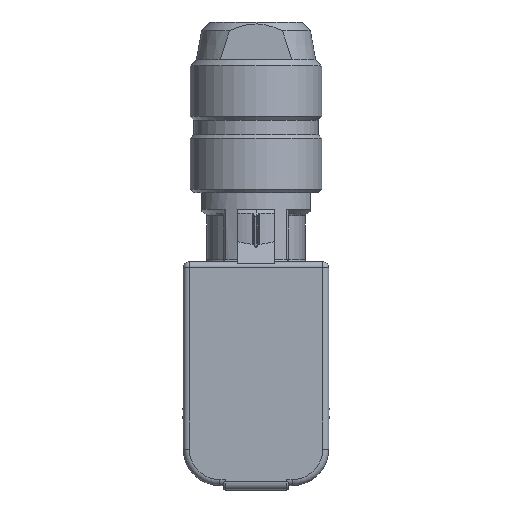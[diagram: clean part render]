
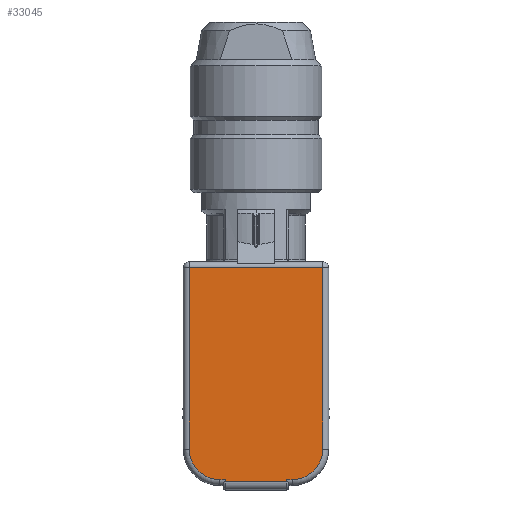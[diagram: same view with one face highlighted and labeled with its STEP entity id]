
A CAD part, top view. The second image highlights one B-rep face of the part: STEP entity #33045.
In plain terms, the highlighted planar face has unit normal (0, 0, 1).
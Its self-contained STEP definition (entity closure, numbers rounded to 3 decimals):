
#3540=AXIS2_PLACEMENT_3D('Circle Axis2P3D',#3538,#3539,$) ;
#3679=AXIS2_PLACEMENT_3D('Circle Axis2P3D',#3677,#3678,$) ;
#33021=AXIS2_PLACEMENT_3D('Plane Axis2P3D',#33018,#33019,#33020) ;
#3465=CARTESIAN_POINT('Vertex',(19.282,30.6,41.8)) ;
#3497=CARTESIAN_POINT('Vertex',(19.282,5.6,41.8)) ;
#3507=CARTESIAN_POINT('Line Origine',(19.282,21.,41.8)) ;
#3528=CARTESIAN_POINT('Vertex',(15.082,1.4,41.8)) ;
#3538=CARTESIAN_POINT('Axis2P3D Location',(15.082,5.6,41.8)) ;
#3555=CARTESIAN_POINT('Line Origine',(20.082,1.4,41.8)) ;
#3559=CARTESIAN_POINT('Vertex',(14.282,1.4,41.8)) ;
#3618=CARTESIAN_POINT('Vertex',(0.882,30.6,41.8)) ;
#3648=CARTESIAN_POINT('Vertex',(0.882,5.6,41.8)) ;
#3651=CARTESIAN_POINT('Line Origine',(0.882,21.,41.8)) ;
#3674=CARTESIAN_POINT('Vertex',(5.082,1.4,41.8)) ;
#3677=CARTESIAN_POINT('Axis2P3D Location',(5.082,5.6,41.8)) ;
#3727=CARTESIAN_POINT('Vertex',(5.882,1.4,41.8)) ;
#3730=CARTESIAN_POINT('Line Origine',(20.082,1.4,41.8)) ;
#3999=CARTESIAN_POINT('Line Origine',(7.532,30.6,41.8)) ;
#30171=CARTESIAN_POINT('Vertex',(14.282,1.1,41.8)) ;
#30174=CARTESIAN_POINT('Line Origine',(5.582,1.1,41.8)) ;
#30178=CARTESIAN_POINT('Vertex',(5.882,1.1,41.8)) ;
#33018=CARTESIAN_POINT('Axis2P3D Location',(14.582,1.7,41.8)) ;
#33023=CARTESIAN_POINT('Line Origine',(5.882,1.25,41.8)) ;
#33028=CARTESIAN_POINT('Line Origine',(14.282,1.25,41.8)) ;
#3508=DIRECTION('Vector Direction',(0.,-1.,0.)) ;
#3539=DIRECTION('Axis2P3D Direction',(-0.,0.,1.)) ;
#3556=DIRECTION('Vector Direction',(-1.,0.,0.)) ;
#3652=DIRECTION('Vector Direction',(0.,-1.,0.)) ;
#3678=DIRECTION('Axis2P3D Direction',(-0.,0.,1.)) ;
#3731=DIRECTION('Vector Direction',(-1.,0.,0.)) ;
#4000=DIRECTION('Vector Direction',(1.,0.,0.)) ;
#30175=DIRECTION('Vector Direction',(-1.,0.,0.)) ;
#33019=DIRECTION('Axis2P3D Direction',(0.,-0.,1.)) ;
#33020=DIRECTION('Axis2P3D XDirection',(0.,1.,0.)) ;
#33024=DIRECTION('Vector Direction',(0.,-1.,0.)) ;
#33029=DIRECTION('Vector Direction',(0.,1.,0.)) ;
#3509=VECTOR('Line Direction',#3508,1.) ;
#3557=VECTOR('Line Direction',#3556,1.) ;
#3653=VECTOR('Line Direction',#3652,1.) ;
#3732=VECTOR('Line Direction',#3731,1.) ;
#4001=VECTOR('Line Direction',#4000,1.) ;
#30176=VECTOR('Line Direction',#30175,1.) ;
#33025=VECTOR('Line Direction',#33024,1.) ;
#33030=VECTOR('Line Direction',#33029,1.) ;
#33034=ORIENTED_EDGE('',*,*,#3734,.T.) ;
#33035=ORIENTED_EDGE('',*,*,#33027,.T.) ;
#33036=ORIENTED_EDGE('',*,*,#30180,.T.) ;
#33037=ORIENTED_EDGE('',*,*,#33032,.T.) ;
#33038=ORIENTED_EDGE('',*,*,#3561,.T.) ;
#33039=ORIENTED_EDGE('',*,*,#3542,.T.) ;
#33040=ORIENTED_EDGE('',*,*,#3511,.T.) ;
#33041=ORIENTED_EDGE('',*,*,#4003,.F.) ;
#33042=ORIENTED_EDGE('',*,*,#3655,.T.) ;
#33043=ORIENTED_EDGE('',*,*,#3681,.T.) ;
#33045=ADVANCED_FACE('Hauptk\X2\00F6\X0\rper',(#33044),#33022,.T.) ;
#3541=CIRCLE('generated circle',#3540,4.2) ;
#3680=CIRCLE('generated circle',#3679,4.2) ;
#3511=EDGE_CURVE('',#3498,#3466,#3510,.F.) ;
#3542=EDGE_CURVE('',#3529,#3498,#3541,.T.) ;
#3561=EDGE_CURVE('',#3560,#3529,#3558,.F.) ;
#3655=EDGE_CURVE('',#3619,#3649,#3654,.T.) ;
#3681=EDGE_CURVE('',#3649,#3675,#3680,.T.) ;
#3734=EDGE_CURVE('',#3675,#3728,#3733,.F.) ;
#4003=EDGE_CURVE('',#3619,#3466,#4002,.T.) ;
#30180=EDGE_CURVE('',#30179,#30172,#30177,.F.) ;
#33027=EDGE_CURVE('',#3728,#30179,#33026,.T.) ;
#33032=EDGE_CURVE('',#30172,#3560,#33031,.T.) ;
#33033=EDGE_LOOP('',(#33034,#33035,#33036,#33037,#33038,#33039,#33040,#33041,#33042,#33043)) ;
#33044=FACE_OUTER_BOUND('',#33033,.T.) ;
#3510=LINE('Line',#3507,#3509) ;
#3558=LINE('Line',#3555,#3557) ;
#3654=LINE('Line',#3651,#3653) ;
#3733=LINE('Line',#3730,#3732) ;
#4002=LINE('Line',#3999,#4001) ;
#30177=LINE('Line',#30174,#30176) ;
#33026=LINE('Line',#33023,#33025) ;
#33031=LINE('Line',#33028,#33030) ;
#33022=PLANE('',#33021) ;
#3466=VERTEX_POINT('',#3465) ;
#3498=VERTEX_POINT('',#3497) ;
#3529=VERTEX_POINT('',#3528) ;
#3560=VERTEX_POINT('',#3559) ;
#3619=VERTEX_POINT('',#3618) ;
#3649=VERTEX_POINT('',#3648) ;
#3675=VERTEX_POINT('',#3674) ;
#3728=VERTEX_POINT('',#3727) ;
#30172=VERTEX_POINT('',#30171) ;
#30179=VERTEX_POINT('',#30178) ;
